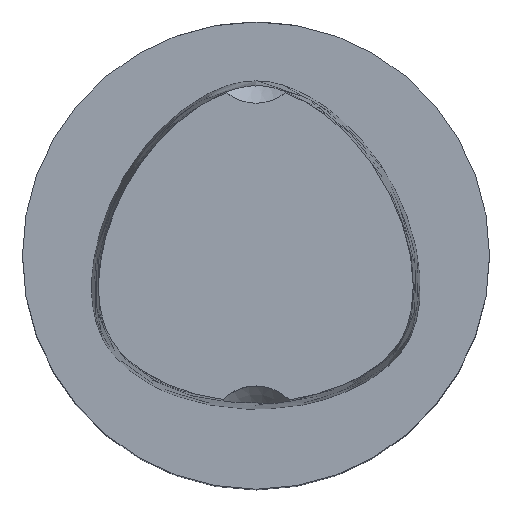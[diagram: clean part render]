
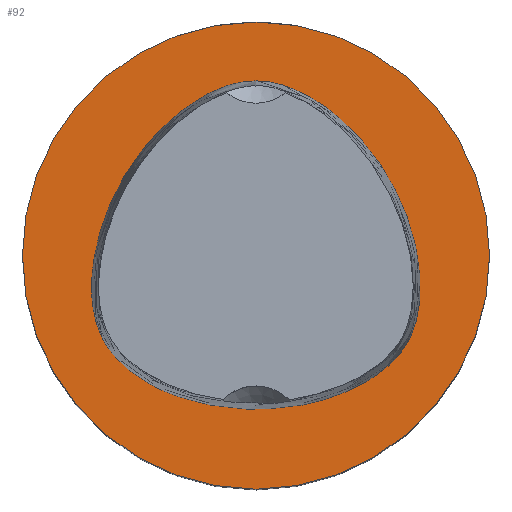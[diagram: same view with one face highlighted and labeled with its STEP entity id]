
A CAD part, top view. The second image highlights one B-rep face of the part: STEP entity #92.
In plain terms, the highlighted planar face has unit normal (0, 0, 1).
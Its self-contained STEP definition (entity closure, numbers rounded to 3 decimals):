
#61=EDGE_CURVE('240[2]',#163,#163,#164,.T.);
#92=ADVANCED_FACE('240[2]',(#208,#209),#210,.T.);
#126=EDGE_CURVE('240[2]',#257,#257,#258,.T.);
#163=VERTEX_POINT('',#295);
#164=B_SPLINE_CURVE_WITH_KNOTS('',3,(#296,#297,#298,#299,#300,#301,#302,#303,#304,#305,#306,#307,#308,#309,#310,#311,#312,#313,#314,#315,#316,#317,#318,#319,#320,#321,#322,#323,#324,#325,#326,#327,#328,#329,#330,#331,#332,#333,#334,#335,#336,#337,#338,#339,#340,#341,#342,#343,#344,#345,#346,#347),.UNSPECIFIED.,.T.,.F.,(4,3,1,1,1,1,1,1,1,1,1,1,1,1,1,1,1,1,1,1,1,1,1,1,1,1,1,1,1,1,1,1,1,1,1,1,1,1,1,1,1,1,1,1,1,1,1,4),(0.,0.,0.023,0.046,0.069,0.09,0.112,0.133,0.153,0.173,0.194,0.215,0.236,0.257,0.28,0.303,0.326,0.349,0.372,0.394,0.417,0.438,0.459,0.48,0.5,0.52,0.541,0.562,0.583,0.606,0.628,0.651,0.674,0.697,0.72,0.743,0.764,0.785,0.806,0.827,0.847,0.867,0.888,0.91,0.931,0.954,0.977,1.0),.UNSPECIFIED.);
#208=FACE_OUTER_BOUND('',#528,.T.);
#209=FACE_BOUND('',#529,.T.);
#210=PLANE('',#530);
#257=VERTEX_POINT('',#635);
#258=CIRCLE('',#636,24.99);
#295=CARTESIAN_POINT('',(0.001,18.694,0.0));
#296=CARTESIAN_POINT('',(0.001,18.694,0.0));
#297=CARTESIAN_POINT('',(0.011,18.694,0.0));
#298=CARTESIAN_POINT('',(0.02,18.694,0.0));
#299=CARTESIAN_POINT('',(0.029,18.694,0.0));
#300=CARTESIAN_POINT('',(0.868,18.695,0.0));
#301=CARTESIAN_POINT('',(2.552,18.418,0.0));
#302=CARTESIAN_POINT('',(4.899,17.498,0.0));
#303=CARTESIAN_POINT('',(7.042,16.239,0.0));
#304=CARTESIAN_POINT('',(8.953,14.751,0.0));
#305=CARTESIAN_POINT('',(10.656,13.119,0.0));
#306=CARTESIAN_POINT('',(12.164,11.372,0.0));
#307=CARTESIAN_POINT('',(13.489,9.526,0.0));
#308=CARTESIAN_POINT('',(14.645,7.587,0.0));
#309=CARTESIAN_POINT('',(15.637,5.55,0.0));
#310=CARTESIAN_POINT('',(16.457,3.408,0.0));
#311=CARTESIAN_POINT('',(17.089,1.155,0.0));
#312=CARTESIAN_POINT('',(17.497,-1.211,0.0));
#313=CARTESIAN_POINT('',(17.639,-3.672,0.0));
#314=CARTESIAN_POINT('',(17.405,-6.179,0.0));
#315=CARTESIAN_POINT('',(16.692,-8.64,0.0));
#316=CARTESIAN_POINT('',(15.284,-10.803,0.0));
#317=CARTESIAN_POINT('',(13.394,-12.511,0.0));
#318=CARTESIAN_POINT('',(11.276,-13.846,0.0));
#319=CARTESIAN_POINT('',(9.049,-14.853,0.0));
#320=CARTESIAN_POINT('',(6.791,-15.6,0.0));
#321=CARTESIAN_POINT('',(4.52,-16.102,0.0));
#322=CARTESIAN_POINT('',(2.262,-16.323,0.0));
#323=CARTESIAN_POINT('',(0.01,-16.517,0.0));
#324=CARTESIAN_POINT('',(-2.243,-16.331,0.0));
#325=CARTESIAN_POINT('',(-4.52,-16.097,0.0));
#326=CARTESIAN_POINT('',(-6.791,-15.599,0.0));
#327=CARTESIAN_POINT('',(-9.058,-14.87,0.0));
#328=CARTESIAN_POINT('',(-11.284,-13.857,0.0));
#329=CARTESIAN_POINT('',(-13.39,-12.506,0.0));
#330=CARTESIAN_POINT('',(-15.273,-10.794,0.0));
#331=CARTESIAN_POINT('',(-16.68,-8.635,0.0));
#332=CARTESIAN_POINT('',(-17.41,-6.181,0.0));
#333=CARTESIAN_POINT('',(-17.651,-3.673,0.0));
#334=CARTESIAN_POINT('',(-17.499,-1.211,0.0));
#335=CARTESIAN_POINT('',(-17.085,1.154,0.0));
#336=CARTESIAN_POINT('',(-16.457,3.408,0.0));
#337=CARTESIAN_POINT('',(-15.638,5.55,0.0));
#338=CARTESIAN_POINT('',(-14.645,7.586,0.0));
#339=CARTESIAN_POINT('',(-13.489,9.526,0.0));
#340=CARTESIAN_POINT('',(-12.164,11.372,0.0));
#341=CARTESIAN_POINT('',(-10.656,13.118,0.0));
#342=CARTESIAN_POINT('',(-8.95,14.746,0.0));
#343=CARTESIAN_POINT('',(-7.035,16.229,0.0));
#344=CARTESIAN_POINT('',(-4.906,17.513,0.0));
#345=CARTESIAN_POINT('',(-2.545,18.442,0.0));
#346=CARTESIAN_POINT('',(-0.847,18.69,0.0));
#347=CARTESIAN_POINT('',(0.001,18.694,0.0));
#528=EDGE_LOOP('',(#1659));
#529=EDGE_LOOP('',(#1660));
#530=AXIS2_PLACEMENT_3D('',#1661,#1662,#1663);
#635=CARTESIAN_POINT('',(0.,24.99,0.));
#636=AXIS2_PLACEMENT_3D('',#1718,#1719,#1720);
#1659=ORIENTED_EDGE('',*,*,#126,.F.);
#1660=ORIENTED_EDGE('',*,*,#61,.T.);
#1661=CARTESIAN_POINT('',(0.,12.495,0.));
#1662=DIRECTION('',(0.,0.,1.0));
#1663=DIRECTION('',(1.0,0.,0.0));
#1718=CARTESIAN_POINT('',(0.0,0.0,0.0));
#1719=DIRECTION('',(0.,0.,-1.0));
#1720=DIRECTION('',(0.,1.0,0.));
